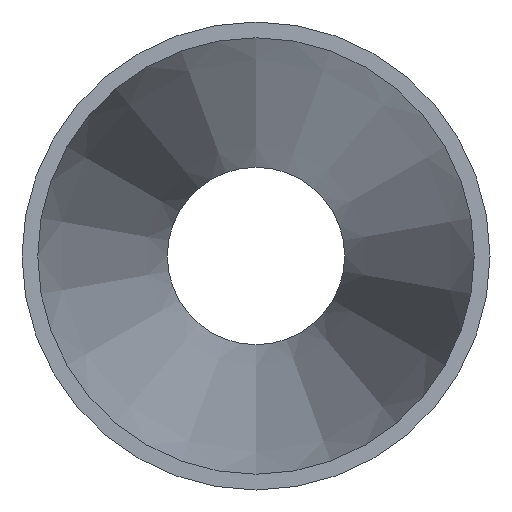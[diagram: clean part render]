
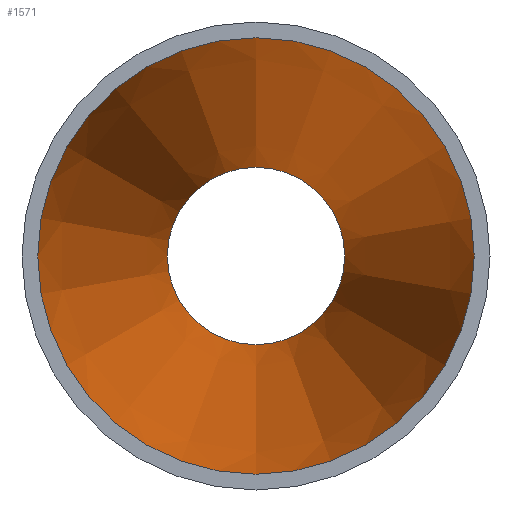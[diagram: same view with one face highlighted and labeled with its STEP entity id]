
A CAD part, front view. The second image highlights one B-rep face of the part: STEP entity #1571.
In plain terms, the highlighted conical face has half-angle 9.481 degrees and reference radius 28.122 mm.
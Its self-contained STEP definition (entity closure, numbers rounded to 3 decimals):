
#672 = ORIENTED_EDGE ( 'NONE', *, *, #14528, .F. ) ;
#1524 = CIRCLE ( 'NONE', #15109, 28.122 ) ;
#1571 = ADVANCED_FACE ( 'NONE', ( #13149, #2299 ), #14288, .F. ) ;
#2299 = FACE_OUTER_BOUND ( 'NONE', #7731, .T. ) ;
#2847 = VERTEX_POINT ( 'NONE', #10231 ) ;
#2849 = DIRECTION ( 'NONE',  ( 0., 0., -1. ) ) ;
#3628 = DIRECTION ( 'NONE',  ( 0., 0., -1. ) ) ;
#4864 = DIRECTION ( 'NONE',  ( 0., -1., 0. ) ) ;
#5784 = DIRECTION ( 'NONE',  ( 0., -1., 0. ) ) ;
#6764 = CARTESIAN_POINT ( 'NONE',  ( 0., 100., 0. ) ) ;
#6839 = EDGE_CURVE ( 'NONE', #2847, #2847, #1524, .T. ) ;
#7394 = VERTEX_POINT ( 'NONE', #10328 ) ;
#7731 = EDGE_LOOP ( 'NONE', ( #17203 ) ) ;
#9898 = CARTESIAN_POINT ( 'NONE',  ( 0., 0., 0. ) ) ;
#10231 = CARTESIAN_POINT ( 'NONE',  ( 0., 0., -28.122 ) ) ;
#10328 = CARTESIAN_POINT ( 'NONE',  ( 0., 100., -11.422 ) ) ;
#10530 = CARTESIAN_POINT ( 'NONE',  ( 0., 0., 0. ) ) ;
#11504 = AXIS2_PLACEMENT_3D ( 'NONE', #6764, #4864, #12947 ) ;
#11722 = DIRECTION ( 'NONE',  ( 0., -1., 0. ) ) ;
#12168 = CIRCLE ( 'NONE', #11504, 11.422 ) ;
#12947 = DIRECTION ( 'NONE',  ( 0., 0., -1. ) ) ;
#13149 = FACE_BOUND ( 'NONE', #16954, .T. ) ;
#14288 = CONICAL_SURFACE ( 'NONE', #16866, 28.122, 0.165 ) ;
#14528 = EDGE_CURVE ( 'NONE', #7394, #7394, #12168, .T. ) ;
#15109 = AXIS2_PLACEMENT_3D ( 'NONE', #10530, #5784, #2849 ) ;
#16866 = AXIS2_PLACEMENT_3D ( 'NONE', #9898, #11722, #3628 ) ;
#16954 = EDGE_LOOP ( 'NONE', ( #672 ) ) ;
#17203 = ORIENTED_EDGE ( 'NONE', *, *, #6839, .T. ) ;
